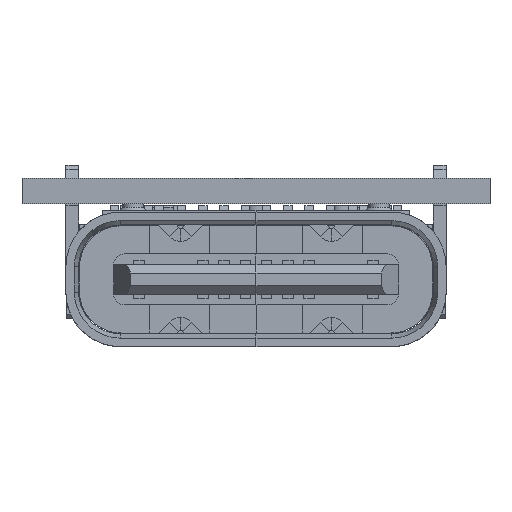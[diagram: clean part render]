
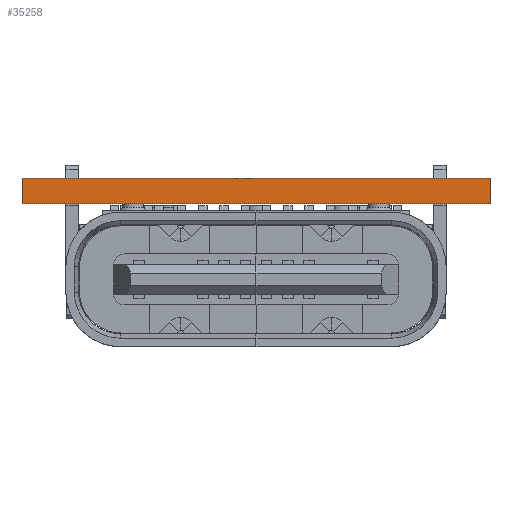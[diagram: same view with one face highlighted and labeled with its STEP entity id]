
A CAD part, left-side view. The second image highlights one B-rep face of the part: STEP entity #35258.
In plain terms, the highlighted planar face has unit normal (-1, 0, 0).
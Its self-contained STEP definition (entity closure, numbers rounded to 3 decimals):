
#34647 = VERTEX_POINT('',#34648);
#34648 = CARTESIAN_POINT('',(-17.3,5.5,0.));
#34654 = EDGE_CURVE('',#34655,#34647,#34657,.T.);
#34655 = VERTEX_POINT('',#34656);
#34656 = CARTESIAN_POINT('',(-17.3,-5.5,0.));
#34657 = LINE('',#34658,#34659);
#34658 = CARTESIAN_POINT('',(-17.3,-5.5,0.));
#34659 = VECTOR('',#34660,1.);
#34660 = DIRECTION('',(0.,1.,0.));
#34939 = VERTEX_POINT('',#34940);
#34940 = CARTESIAN_POINT('',(-17.3,5.5,0.6));
#34946 = EDGE_CURVE('',#34947,#34939,#34949,.T.);
#34947 = VERTEX_POINT('',#34948);
#34948 = CARTESIAN_POINT('',(-17.3,-5.5,0.6));
#34949 = LINE('',#34950,#34951);
#34950 = CARTESIAN_POINT('',(-17.3,-5.5,0.6));
#34951 = VECTOR('',#34952,1.);
#34952 = DIRECTION('',(0.,1.,0.));
#35228 = EDGE_CURVE('',#34647,#34939,#35229,.T.);
#35229 = LINE('',#35230,#35231);
#35230 = CARTESIAN_POINT('',(-17.3,5.5,0.));
#35231 = VECTOR('',#35232,1.);
#35232 = DIRECTION('',(0.,0.,1.));
#35258 = ADVANCED_FACE('',(#35259),#35270,.T.);
#35259 = FACE_BOUND('',#35260,.T.);
#35260 = EDGE_LOOP('',(#35261,#35267,#35268,#35269));
#35261 = ORIENTED_EDGE('',*,*,#35262,.T.);
#35262 = EDGE_CURVE('',#34655,#34947,#35263,.T.);
#35263 = LINE('',#35264,#35265);
#35264 = CARTESIAN_POINT('',(-17.3,-5.5,0.));
#35265 = VECTOR('',#35266,1.);
#35266 = DIRECTION('',(0.,0.,1.));
#35267 = ORIENTED_EDGE('',*,*,#34946,.T.);
#35268 = ORIENTED_EDGE('',*,*,#35228,.F.);
#35269 = ORIENTED_EDGE('',*,*,#34654,.F.);
#35270 = PLANE('',#35271);
#35271 = AXIS2_PLACEMENT_3D('',#35272,#35273,#35274);
#35272 = CARTESIAN_POINT('',(-17.3,-5.5,0.));
#35273 = DIRECTION('',(-1.,0.,0.));
#35274 = DIRECTION('',(0.,1.,0.));
